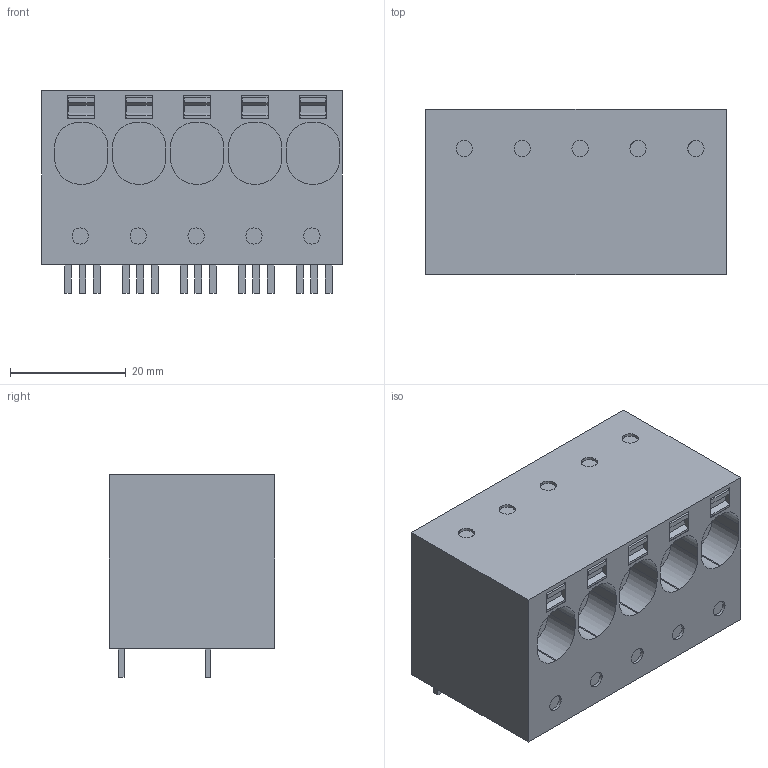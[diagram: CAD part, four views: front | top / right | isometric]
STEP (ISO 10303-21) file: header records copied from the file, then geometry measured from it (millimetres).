
FILE_DESCRIPTION(('CATIA V5 STEP Exchange','CAx-IF Rec.Pracs.--- Model Styling and Organization---1.2---2011-12-15'),'2;1');
FILE_NAME ('D1462937_0_2500480000_2500480000.stp','2018-03-29T09:44:20+00:00',('none'),('Weidmueller'),'CATIA Version 5-6 Release 2014','CATIA V5 STEP AP214','none');
FILE_SCHEMA(('AUTOMOTIVE_DESIGN { 1 0 10303 214 1 1 1 1 }'));
Length unit declared in the file: millimetre
Products named in the file (1): 2500480000
Bounding box: 51.8 x 28.55 x 35 mm (x, y, z)
Volume: 39854.6 mm3; surface area: 10727.9 mm2
Topology: 11 solids, 11 shells, 286 faces, 717 edges, 478 vertices
Faces by surface type: plane 226, cylinder 60
Entity records: 8361 total; most frequent: CARTESIAN_POINT 1496, ORIENTED_EDGE 1434, DIRECTION 1161, EDGE_CURVE 717, VECTOR 597, LINE 597, VERTEX_POINT 478, AXIS2_PLACEMENT_3D 340
